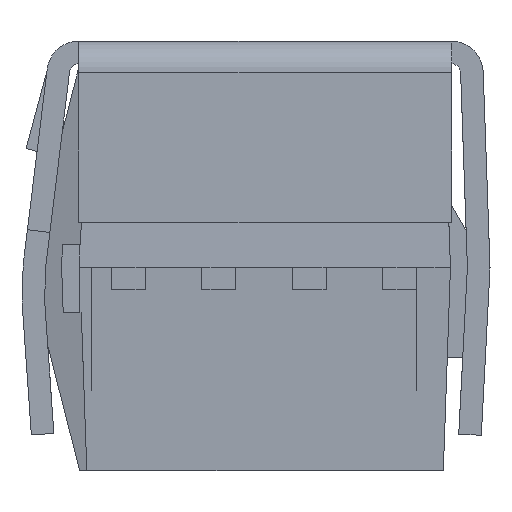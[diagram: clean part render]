
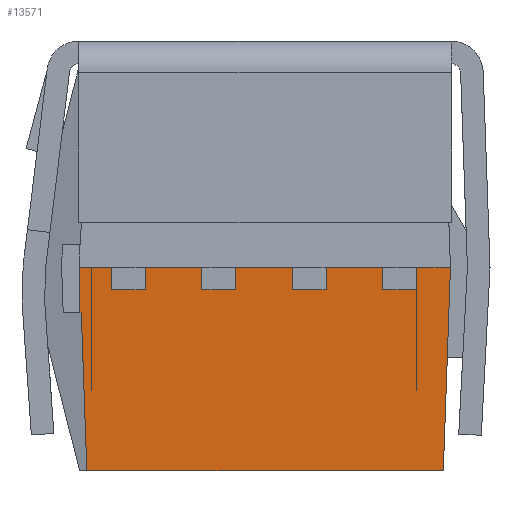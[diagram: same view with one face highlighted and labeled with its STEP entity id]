
A CAD part, left-side view. The second image highlights one B-rep face of the part: STEP entity #13571.
In plain terms, the highlighted planar face has unit normal (-0.999, 0, -0.035).
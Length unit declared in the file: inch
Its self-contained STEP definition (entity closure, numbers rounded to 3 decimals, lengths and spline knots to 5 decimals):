
#13388=CARTESIAN_POINT('',(-0.18186,0.,-0.07995));
#13389=DIRECTION('',(-0.999,0.,-0.035));
#13390=DIRECTION('',(0.035,0.,-0.999));
#13391=AXIS2_PLACEMENT_3D('',#13388,#13389,#13390);
#13392=PLANE('',#13391);
#13393=CARTESIAN_POINT('',(-0.18465,-0.067,0.0));
#13394=VERTEX_POINT('',#13393);
#13395=CARTESIAN_POINT('',(-0.185,-0.067,0.01));
#13396=VERTEX_POINT('',#13395);
#13397=CARTESIAN_POINT('',(-0.18465,-0.067,0.));
#13398=DIRECTION('',(-0.035,0.,0.999));
#13399=VECTOR('',#13398,0.01001);
#13400=LINE('',#13397,#13399);
#13401=EDGE_CURVE('',#13394,#13396,#13400,.T.);
#13402=ORIENTED_EDGE('',*,*,#13401,.F.);
#13403=CARTESIAN_POINT('',(-0.18465,-0.052,0.0));
#13404=VERTEX_POINT('',#13403);
#13405=CARTESIAN_POINT('',(-0.18465,-0.052,0.));
#13406=DIRECTION('',(0.0,-1.0,0.0));
#13407=VECTOR('',#13406,0.015);
#13408=LINE('',#13405,#13407);
#13409=EDGE_CURVE('',#13404,#13394,#13408,.T.);
#13410=ORIENTED_EDGE('',*,*,#13409,.F.);
#13411=CARTESIAN_POINT('',(-0.185,-0.052,0.01));
#13412=VERTEX_POINT('',#13411);
#13413=CARTESIAN_POINT('',(-0.185,-0.052,0.01));
#13414=DIRECTION('',(0.035,0.,-0.999));
#13415=VECTOR('',#13414,0.01001);
#13416=LINE('',#13413,#13415);
#13417=EDGE_CURVE('',#13412,#13404,#13416,.T.);
#13418=ORIENTED_EDGE('',*,*,#13417,.F.);
#13419=CARTESIAN_POINT('',(-0.185,-0.027,0.01));
#13420=VERTEX_POINT('',#13419);
#13421=CARTESIAN_POINT('',(-0.185,-0.052,0.01));
#13422=DIRECTION('',(0.0,1.0,0.0));
#13423=VECTOR('',#13422,0.025);
#13424=LINE('',#13421,#13423);
#13425=EDGE_CURVE('',#13412,#13420,#13424,.T.);
#13426=ORIENTED_EDGE('',*,*,#13425,.T.);
#13427=CARTESIAN_POINT('',(-0.18465,-0.027,0.0));
#13428=VERTEX_POINT('',#13427);
#13429=CARTESIAN_POINT('',(-0.18465,-0.027,0.));
#13430=DIRECTION('',(-0.035,0.0,0.999));
#13431=VECTOR('',#13430,0.01001);
#13432=LINE('',#13429,#13431);
#13433=EDGE_CURVE('',#13428,#13420,#13432,.T.);
#13434=ORIENTED_EDGE('',*,*,#13433,.F.);
#13435=CARTESIAN_POINT('',(-0.18465,-0.013,0.0));
#13436=VERTEX_POINT('',#13435);
#13437=CARTESIAN_POINT('',(-0.18465,-0.013,0.));
#13438=DIRECTION('',(0.0,-1.0,0.0));
#13439=VECTOR('',#13438,0.014);
#13440=LINE('',#13437,#13439);
#13441=EDGE_CURVE('',#13436,#13428,#13440,.T.);
#13442=ORIENTED_EDGE('',*,*,#13441,.F.);
#13443=CARTESIAN_POINT('',(-0.185,-0.013,0.01));
#13444=VERTEX_POINT('',#13443);
#13445=CARTESIAN_POINT('',(-0.185,-0.013,0.01));
#13446=DIRECTION('',(0.035,0.,-0.999));
#13447=VECTOR('',#13446,0.01001);
#13448=LINE('',#13445,#13447);
#13449=EDGE_CURVE('',#13444,#13436,#13448,.T.);
#13450=ORIENTED_EDGE('',*,*,#13449,.F.);
#13451=CARTESIAN_POINT('',(-0.185,0.013,0.01));
#13452=VERTEX_POINT('',#13451);
#13453=CARTESIAN_POINT('',(-0.185,-0.013,0.01));
#13454=DIRECTION('',(0.0,1.0,0.0));
#13455=VECTOR('',#13454,0.026);
#13456=LINE('',#13453,#13455);
#13457=EDGE_CURVE('',#13444,#13452,#13456,.T.);
#13458=ORIENTED_EDGE('',*,*,#13457,.T.);
#13459=CARTESIAN_POINT('',(-0.18465,0.013,0.0));
#13460=VERTEX_POINT('',#13459);
#13461=CARTESIAN_POINT('',(-0.18465,0.013,0.));
#13462=DIRECTION('',(-0.035,0.0,0.999));
#13463=VECTOR('',#13462,0.01001);
#13464=LINE('',#13461,#13463);
#13465=EDGE_CURVE('',#13460,#13452,#13464,.T.);
#13466=ORIENTED_EDGE('',*,*,#13465,.F.);
#13467=CARTESIAN_POINT('',(-0.18465,0.028,0.0));
#13468=VERTEX_POINT('',#13467);
#13469=CARTESIAN_POINT('',(-0.18465,0.028,0.));
#13470=DIRECTION('',(0.0,-1.0,0.0));
#13471=VECTOR('',#13470,0.015);
#13472=LINE('',#13469,#13471);
#13473=EDGE_CURVE('',#13468,#13460,#13472,.T.);
#13474=ORIENTED_EDGE('',*,*,#13473,.F.);
#13475=CARTESIAN_POINT('',(-0.185,0.028,0.01));
#13476=VERTEX_POINT('',#13475);
#13477=CARTESIAN_POINT('',(-0.185,0.028,0.01));
#13478=DIRECTION('',(0.035,0.,-0.999));
#13479=VECTOR('',#13478,0.01001);
#13480=LINE('',#13477,#13479);
#13481=EDGE_CURVE('',#13476,#13468,#13480,.T.);
#13482=ORIENTED_EDGE('',*,*,#13481,.F.);
#13483=CARTESIAN_POINT('',(-0.185,0.053,0.01));
#13484=VERTEX_POINT('',#13483);
#13485=CARTESIAN_POINT('',(-0.185,0.028,0.01));
#13486=DIRECTION('',(0.0,1.0,0.0));
#13487=VECTOR('',#13486,0.025);
#13488=LINE('',#13485,#13487);
#13489=EDGE_CURVE('',#13476,#13484,#13488,.T.);
#13490=ORIENTED_EDGE('',*,*,#13489,.T.);
#13491=CARTESIAN_POINT('',(-0.18465,0.053,0.0));
#13492=VERTEX_POINT('',#13491);
#13493=CARTESIAN_POINT('',(-0.18465,0.053,0.));
#13494=DIRECTION('',(-0.035,0.0,0.999));
#13495=VECTOR('',#13494,0.01001);
#13496=LINE('',#13493,#13495);
#13497=EDGE_CURVE('',#13492,#13484,#13496,.T.);
#13498=ORIENTED_EDGE('',*,*,#13497,.F.);
#13499=CARTESIAN_POINT('',(-0.18465,0.068,0.0));
#13500=VERTEX_POINT('',#13499);
#13501=CARTESIAN_POINT('',(-0.18465,0.068,0.));
#13502=DIRECTION('',(0.0,-1.0,0.0));
#13503=VECTOR('',#13502,0.015);
#13504=LINE('',#13501,#13503);
#13505=EDGE_CURVE('',#13500,#13492,#13504,.T.);
#13506=ORIENTED_EDGE('',*,*,#13505,.F.);
#13507=CARTESIAN_POINT('',(-0.185,0.068,0.01));
#13508=VERTEX_POINT('',#13507);
#13509=CARTESIAN_POINT('',(-0.185,0.068,0.01));
#13510=DIRECTION('',(0.035,0.0,-0.999));
#13511=VECTOR('',#13510,0.01001);
#13512=LINE('',#13509,#13511);
#13513=EDGE_CURVE('',#13508,#13500,#13512,.T.);
#13514=ORIENTED_EDGE('',*,*,#13513,.F.);
#13515=CARTESIAN_POINT('',(-0.185,0.082,0.01));
#13516=VERTEX_POINT('',#13515);
#13517=CARTESIAN_POINT('',(-0.185,0.068,0.01));
#13518=DIRECTION('',(0.0,1.0,0.0));
#13519=VECTOR('',#13518,0.014);
#13520=LINE('',#13517,#13519);
#13521=EDGE_CURVE('',#13508,#13516,#13520,.T.);
#13522=ORIENTED_EDGE('',*,*,#13521,.T.);
#13523=CARTESIAN_POINT('',(-0.1843,0.082,-0.01));
#13524=VERTEX_POINT('',#13523);
#13525=CARTESIAN_POINT('',(-0.185,0.082,0.01));
#13526=DIRECTION('',(0.035,0.,-0.999));
#13527=VECTOR('',#13526,0.02001);
#13528=LINE('',#13525,#13527);
#13529=EDGE_CURVE('',#13516,#13524,#13528,.T.);
#13530=ORIENTED_EDGE('',*,*,#13529,.T.);
#13531=CARTESIAN_POINT('',(-0.1843,0.0813,-0.01));
#13532=VERTEX_POINT('',#13531);
#13533=CARTESIAN_POINT('',(-0.1843,0.0813,-0.01));
#13534=DIRECTION('',(0.0,1.0,0.0));
#13535=VECTOR('',#13534,0.0007);
#13536=LINE('',#13533,#13535);
#13537=EDGE_CURVE('',#13532,#13524,#13536,.T.);
#13538=ORIENTED_EDGE('',*,*,#13537,.F.);
#13539=CARTESIAN_POINT('',(-0.18186,0.07886,-0.08));
#13540=VERTEX_POINT('',#13539);
#13541=CARTESIAN_POINT('',(-0.1843,0.0813,-0.01));
#13542=DIRECTION('',(0.035,-0.035,-0.999));
#13543=VECTOR('',#13542,0.07009);
#13544=LINE('',#13541,#13543);
#13545=EDGE_CURVE('',#13532,#13540,#13544,.T.);
#13546=ORIENTED_EDGE('',*,*,#13545,.T.);
#13547=CARTESIAN_POINT('',(-0.18186,-0.07886,-0.08));
#13548=VERTEX_POINT('',#13547);
#13549=CARTESIAN_POINT('',(-0.18186,0.07886,-0.08));
#13550=DIRECTION('',(0.0,-1.0,0.0));
#13551=VECTOR('',#13550,0.15771);
#13552=LINE('',#13549,#13551);
#13553=EDGE_CURVE('',#13548,#13540,#13552,.F.);
#13554=ORIENTED_EDGE('',*,*,#13553,.F.);
#13555=CARTESIAN_POINT('',(-0.185,-0.082,0.01));
#13556=VERTEX_POINT('',#13555);
#13557=CARTESIAN_POINT('',(-0.18186,-0.07886,-0.08));
#13558=DIRECTION('',(-0.035,-0.035,0.999));
#13559=VECTOR('',#13558,0.09011);
#13560=LINE('',#13557,#13559);
#13561=EDGE_CURVE('',#13548,#13556,#13560,.T.);
#13562=ORIENTED_EDGE('',*,*,#13561,.T.);
#13563=CARTESIAN_POINT('',(-0.185,-0.082,0.01));
#13564=DIRECTION('',(0.0,1.0,0.0));
#13565=VECTOR('',#13564,0.015);
#13566=LINE('',#13563,#13565);
#13567=EDGE_CURVE('',#13556,#13396,#13566,.T.);
#13568=ORIENTED_EDGE('',*,*,#13567,.T.);
#13569=EDGE_LOOP('',(#13402,#13410,#13418,#13426,#13434,#13442,#13450,#13458,#13466,#13474,#13482,#13490,#13498,#13506,#13514,#13522,#13530,#13538,#13546,#13554,#13562,#13568));
#13570=FACE_OUTER_BOUND('',#13569,.T.);
#13571=ADVANCED_FACE('',(#13570),#13392,.T.);
